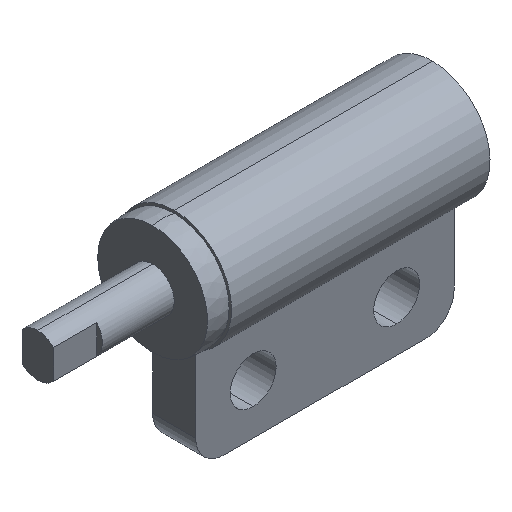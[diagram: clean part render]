
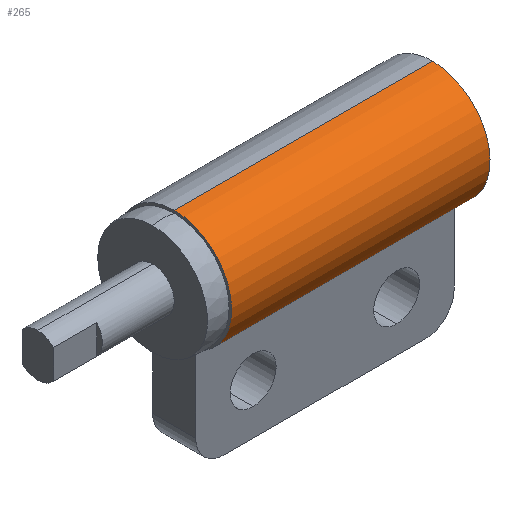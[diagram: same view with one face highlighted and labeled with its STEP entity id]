
A CAD part, isometric view. The second image highlights one B-rep face of the part: STEP entity #265.
In plain terms, the highlighted cylindrical face has radius 4 mm (diameter 8 mm), a partial arc.
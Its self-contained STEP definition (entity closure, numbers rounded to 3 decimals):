
#265=ADVANCED_FACE('',(#723),#722,.T.);
#722=CYLINDRICAL_SURFACE('',#1227,4.);
#723=FACE_OUTER_BOUND('',#1228,.T.);
#1224=CARTESIAN_POINT('',(24.5,0.,0.));
#1225=DIRECTION('',(1.,0.,0.));
#1226=DIRECTION('',(0.,0.375,0.927));
#1227=AXIS2_PLACEMENT_3D('',#1224,#1225,#1226);
#1228=EDGE_LOOP('',(#1561,#1562,#1563,#1564));
#1561=ORIENTED_EDGE('',*,*,#1773,.T.);
#1562=ORIENTED_EDGE('',*,*,#1765,.F.);
#1563=ORIENTED_EDGE('',*,*,#1769,.T.);
#1564=ORIENTED_EDGE('',*,*,#1758,.T.);
#1758=EDGE_CURVE('',#2436,#2429,#2437,.T.);
#1765=EDGE_CURVE('',#2484,#2485,#2486,.T.);
#1769=EDGE_CURVE('',#2484,#2436,#2510,.T.);
#1773=EDGE_CURVE('',#2429,#2485,#2536,.T.);
#2429=VERTEX_POINT('',#3222);
#2436=VERTEX_POINT('',#3226);
#2437=LINE('',#3227,#3228);
#2484=VERTEX_POINT('',#3258);
#2485=VERTEX_POINT('',#3259);
#2486=LINE('',#3260,#3261);
#2510=CIRCLE('',#3277,4.);
#2536=CIRCLE('',#3294,4.);
#3222=CARTESIAN_POINT('',(24.5,-1.5,-3.708));
#3226=CARTESIAN_POINT('',(6.5,-1.5,-3.708));
#3227=CARTESIAN_POINT('',(6.5,-1.5,-3.708));
#3228=VECTOR('',#3229,18.);
#3229=DIRECTION('',(1.,0.,0.));
#3258=CARTESIAN_POINT('',(6.5,0.,4.));
#3259=CARTESIAN_POINT('',(24.5,0.,4.));
#3260=CARTESIAN_POINT('',(6.5,0.,4.));
#3261=VECTOR('',#3262,18.);
#3262=DIRECTION('',(1.,0.,0.));
#3274=CARTESIAN_POINT('',(6.5,0.,0.));
#3275=DIRECTION('',(1.,0.,0.));
#3276=DIRECTION('',(0.,0.,-1.));
#3277=AXIS2_PLACEMENT_3D('',#3274,#3275,#3276);
#3291=CARTESIAN_POINT('',(24.5,0.,0.));
#3292=DIRECTION('',(-1.,0.,0.));
#3293=DIRECTION('',(0.,0.375,0.927));
#3294=AXIS2_PLACEMENT_3D('',#3291,#3292,#3293);
